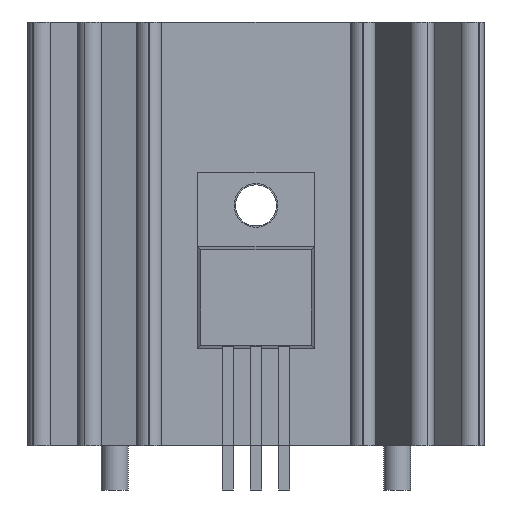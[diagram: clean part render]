
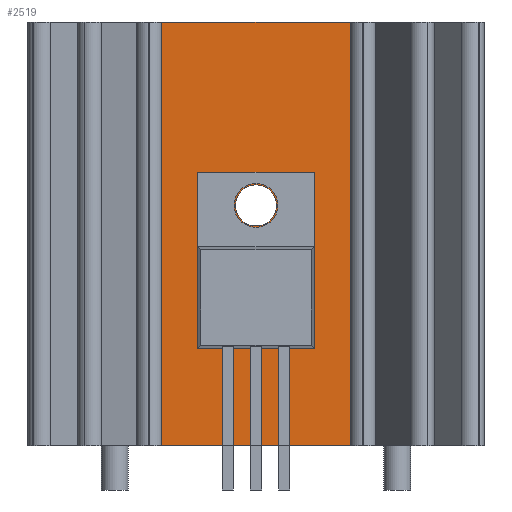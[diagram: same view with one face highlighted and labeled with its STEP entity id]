
A CAD part, front view. The second image highlights one B-rep face of the part: STEP entity #2519.
In plain terms, the highlighted planar face has unit normal (0, -1, 0).
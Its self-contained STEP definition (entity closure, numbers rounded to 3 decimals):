
#13=FACE_BOUND('',#382,.T.);
#83=CIRCLE('',#2735,1.85);
#239=FACE_OUTER_BOUND('',#381,.T.);
#381=EDGE_LOOP('',(#2033,#2034,#2035,#2036));
#382=EDGE_LOOP('',(#2037));
#502=LINE('',#3707,#786);
#636=LINE('',#4076,#920);
#637=LINE('',#4079,#921);
#638=LINE('',#4080,#922);
#786=VECTOR('',#2956,10.);
#920=VECTOR('',#3324,10.);
#921=VECTOR('',#3327,10.);
#922=VECTOR('',#3328,10.);
#1075=VERTEX_POINT('',#3704);
#1076=VERTEX_POINT('',#3706);
#1184=VERTEX_POINT('',#4022);
#1194=VERTEX_POINT('',#4074);
#1195=VERTEX_POINT('',#4078);
#1328=EDGE_CURVE('',#1075,#1076,#502,.T.);
#1486=EDGE_CURVE('',#1184,#1184,#83,.T.);
#1513=EDGE_CURVE('',#1075,#1194,#636,.T.);
#1514=EDGE_CURVE('',#1195,#1194,#637,.T.);
#1515=EDGE_CURVE('',#1076,#1195,#638,.T.);
#2033=ORIENTED_EDGE('',*,*,#1328,.F.);
#2034=ORIENTED_EDGE('',*,*,#1513,.T.);
#2035=ORIENTED_EDGE('',*,*,#1514,.F.);
#2036=ORIENTED_EDGE('',*,*,#1515,.F.);
#2037=ORIENTED_EDGE('',*,*,#1486,.T.);
#2381=PLANE('',#2754);
#2519=ADVANCED_FACE('',(#239,#13),#2381,.T.);
#2735=AXIS2_PLACEMENT_3D('',#4023,#3262,#3263);
#2754=AXIS2_PLACEMENT_3D('',#4077,#3325,#3326);
#2956=DIRECTION('',(-1.,0.,0.));
#3262=DIRECTION('center_axis',(0.,1.,0.));
#3263=DIRECTION('ref_axis',(1.,0.,0.));
#3324=DIRECTION('',(0.,0.,1.));
#3325=DIRECTION('center_axis',(0.,-1.,0.));
#3326=DIRECTION('ref_axis',(1.,0.,0.));
#3327=DIRECTION('',(1.,0.,0.));
#3328=DIRECTION('',(0.,0.,1.));
#3704=CARTESIAN_POINT('',(8.5,2.92,0.));
#3706=CARTESIAN_POINT('',(-8.5,2.92,0.));
#3707=CARTESIAN_POINT('',(0.,2.92,0.));
#4022=CARTESIAN_POINT('',(-1.85,2.92,21.6));
#4023=CARTESIAN_POINT('Origin',(0.,2.92,21.6));
#4074=CARTESIAN_POINT('',(8.5,2.92,38.1));
#4076=CARTESIAN_POINT('',(8.5,2.92,0.));
#4077=CARTESIAN_POINT('Origin',(-8.5,2.92,0.));
#4078=CARTESIAN_POINT('',(-8.5,2.92,38.1));
#4079=CARTESIAN_POINT('',(0.,2.92,38.1));
#4080=CARTESIAN_POINT('',(-8.5,2.92,0.));
